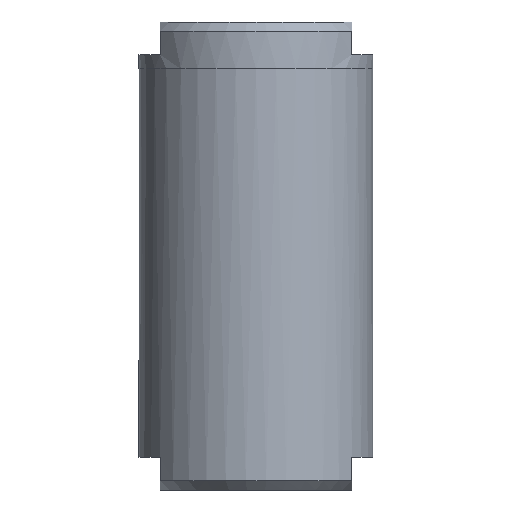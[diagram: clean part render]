
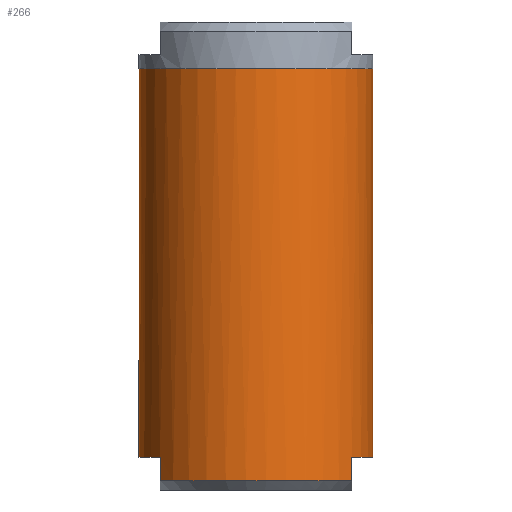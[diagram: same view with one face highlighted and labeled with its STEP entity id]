
A CAD part, front view. The second image highlights one B-rep face of the part: STEP entity #266.
In plain terms, the highlighted cylindrical face has radius 25 mm (diameter 50 mm), a partial arc.
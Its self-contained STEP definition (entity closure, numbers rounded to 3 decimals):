
#25 = DIRECTION ( 'NONE',  ( 0., 0., 1. ) ) ;
#117 = DIRECTION ( 'NONE',  ( 0., 0., 1. ) ) ;
#140 = CARTESIAN_POINT ( 'NONE',  ( -20.5, -14.309, -88. ) ) ;
#173 = ORIENTED_EDGE ( 'NONE', *, *, #476, .F. ) ;
#180 = DIRECTION ( 'NONE',  ( 0., 0., 1. ) ) ;
#232 = VERTEX_POINT ( 'NONE', #1747 ) ;
#253 = CARTESIAN_POINT ( 'NONE',  ( 25., 0., -83. ) ) ;
#258 = CARTESIAN_POINT ( 'NONE',  ( -25., 0., 0. ) ) ;
#266 = ADVANCED_FACE ( 'NONE', ( #2090 ), #1324, .T. ) ;
#283 = AXIS2_PLACEMENT_3D ( 'NONE', #1762, #1529, #1306 ) ;
#299 = EDGE_CURVE ( 'NONE', #232, #607, #363, .T. ) ;
#318 = EDGE_CURVE ( 'NONE', #1078, #1300, #812, .T. ) ;
#334 = ORIENTED_EDGE ( 'NONE', *, *, #299, .F. ) ;
#341 = DIRECTION ( 'NONE',  ( 0., 0., 1. ) ) ;
#349 = CARTESIAN_POINT ( 'NONE',  ( 0., 0., 0. ) ) ;
#363 = CIRCLE ( 'NONE', #283, 25. ) ;
#421 = CARTESIAN_POINT ( 'NONE',  ( 0., 0., -88. ) ) ;
#476 = EDGE_CURVE ( 'NONE', #1899, #1852, #1088, .T. ) ;
#496 = LINE ( 'NONE', #258, #1292 ) ;
#567 = CIRCLE ( 'NONE', #1854, 25. ) ;
#583 = CARTESIAN_POINT ( 'NONE',  ( 20.5, -14.309, 0. ) ) ;
#585 = CARTESIAN_POINT ( 'NONE',  ( 25., 0., 0. ) ) ;
#607 = VERTEX_POINT ( 'NONE', #1764 ) ;
#653 = CARTESIAN_POINT ( 'NONE',  ( 25., 0., 0. ) ) ;
#669 = EDGE_CURVE ( 'NONE', #232, #1064, #1965, .T. ) ;
#685 = DIRECTION ( 'NONE',  ( 1., 0., 0. ) ) ;
#745 = ORIENTED_EDGE ( 'NONE', *, *, #1357, .F. ) ;
#779 = DIRECTION ( 'NONE',  ( 0., 0., -1. ) ) ;
#812 = LINE ( 'NONE', #583, #1209 ) ;
#815 = LINE ( 'NONE', #585, #1624 ) ;
#871 = EDGE_CURVE ( 'NONE', #607, #1899, #496, .T. ) ;
#935 = DIRECTION ( 'NONE',  ( 0., 0., 1. ) ) ;
#998 = VECTOR ( 'NONE', #779, 1000. ) ;
#1021 = CARTESIAN_POINT ( 'NONE',  ( -20.5, -14.309, 0. ) ) ;
#1064 = VERTEX_POINT ( 'NONE', #140 ) ;
#1078 = VERTEX_POINT ( 'NONE', #2285 ) ;
#1085 = DIRECTION ( 'NONE',  ( 0., 0., 1. ) ) ;
#1088 = CIRCLE ( 'NONE', #1559, 25. ) ;
#1099 = ORIENTED_EDGE ( 'NONE', *, *, #669, .T. ) ;
#1116 = CIRCLE ( 'NONE', #1665, 25. ) ;
#1158 = ORIENTED_EDGE ( 'NONE', *, *, #318, .T. ) ;
#1173 = CARTESIAN_POINT ( 'NONE',  ( 0., 0., 0. ) ) ;
#1176 = ORIENTED_EDGE ( 'NONE', *, *, #871, .F. ) ;
#1209 = VECTOR ( 'NONE', #341, 1000. ) ;
#1292 = VECTOR ( 'NONE', #25, 1000. ) ;
#1300 = VERTEX_POINT ( 'NONE', #1415 ) ;
#1306 = DIRECTION ( 'NONE',  ( -1., 0., 0. ) ) ;
#1324 = CYLINDRICAL_SURFACE ( 'NONE', #2212, 25. ) ;
#1357 = EDGE_CURVE ( 'NONE', #2235, #1300, #1116, .T. ) ;
#1371 = EDGE_CURVE ( 'NONE', #1064, #1078, #567, .T. ) ;
#1415 = CARTESIAN_POINT ( 'NONE',  ( 20.5, -14.309, -83. ) ) ;
#1424 = ORIENTED_EDGE ( 'NONE', *, *, #2111, .T. ) ;
#1433 = CARTESIAN_POINT ( 'NONE',  ( -25., 0., 0. ) ) ;
#1529 = DIRECTION ( 'NONE',  ( 0., 0., -1. ) ) ;
#1559 = AXIS2_PLACEMENT_3D ( 'NONE', #349, #117, #2205 ) ;
#1624 = VECTOR ( 'NONE', #1085, 1000. ) ;
#1665 = AXIS2_PLACEMENT_3D ( 'NONE', #2314, #2086, #1844 ) ;
#1747 = CARTESIAN_POINT ( 'NONE',  ( -20.5, -14.309, -83. ) ) ;
#1762 = CARTESIAN_POINT ( 'NONE',  ( 0., 0., -83. ) ) ;
#1764 = CARTESIAN_POINT ( 'NONE',  ( -25., 0., -83. ) ) ;
#1844 = DIRECTION ( 'NONE',  ( -1., 0., 0. ) ) ;
#1852 = VERTEX_POINT ( 'NONE', #653 ) ;
#1854 = AXIS2_PLACEMENT_3D ( 'NONE', #421, #180, #2257 ) ;
#1899 = VERTEX_POINT ( 'NONE', #1433 ) ;
#1909 = ORIENTED_EDGE ( 'NONE', *, *, #1371, .T. ) ;
#1965 = LINE ( 'NONE', #1021, #998 ) ;
#2086 = DIRECTION ( 'NONE',  ( 0., 0., -1. ) ) ;
#2090 = FACE_OUTER_BOUND ( 'NONE', #2256, .T. ) ;
#2111 = EDGE_CURVE ( 'NONE', #2235, #1852, #815, .T. ) ;
#2205 = DIRECTION ( 'NONE',  ( 1., 0., 0. ) ) ;
#2212 = AXIS2_PLACEMENT_3D ( 'NONE', #1173, #935, #685 ) ;
#2235 = VERTEX_POINT ( 'NONE', #253 ) ;
#2256 = EDGE_LOOP ( 'NONE', ( #1176, #334, #1099, #1909, #1158, #745, #1424, #173 ) ) ;
#2257 = DIRECTION ( 'NONE',  ( 1., 0., 0. ) ) ;
#2285 = CARTESIAN_POINT ( 'NONE',  ( 20.5, -14.309, -88. ) ) ;
#2314 = CARTESIAN_POINT ( 'NONE',  ( 0., 0., -83. ) ) ;
